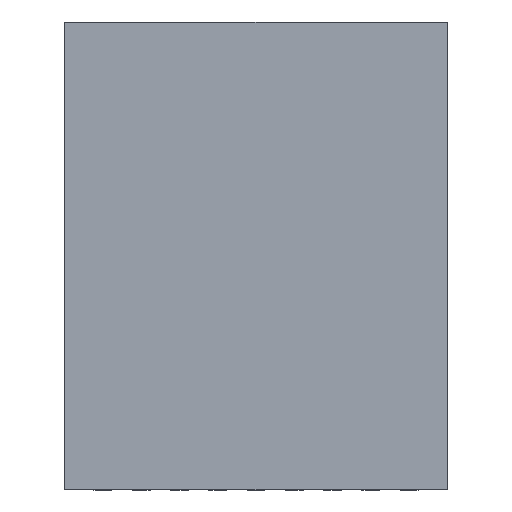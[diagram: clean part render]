
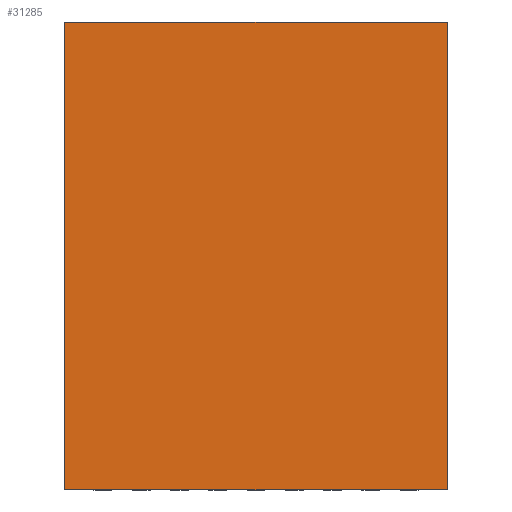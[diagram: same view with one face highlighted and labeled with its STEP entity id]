
A CAD part, top view. The second image highlights one B-rep face of the part: STEP entity #31285.
In plain terms, the highlighted face is planar.
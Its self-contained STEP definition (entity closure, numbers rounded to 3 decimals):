
#24648=DIRECTION('',(1.,0.,0.));
#24649=VECTOR('',#24648,9.);
#24650=CARTESIAN_POINT('',(-4.5,2.875,5.5));
#24651=LINE('',#24650,#24649);
#24655=DIRECTION('',(0.,0.,1.));
#24656=VECTOR('',#24655,11.);
#24657=CARTESIAN_POINT('',(-4.5,2.875,-5.5));
#24658=LINE('',#24657,#24656);
#24662=DIRECTION('',(-1.,0.,0.));
#24663=VECTOR('',#24662,9.);
#24664=CARTESIAN_POINT('',(4.5,2.875,-5.5));
#24665=LINE('',#24664,#24663);
#24669=DIRECTION('',(0.,0.,-1.));
#24670=VECTOR('',#24669,11.);
#24671=CARTESIAN_POINT('',(4.5,2.875,5.5));
#24672=LINE('',#24671,#24670);
#27238=CARTESIAN_POINT('',(-4.5,2.875,5.5));
#27239=CARTESIAN_POINT('',(4.5,2.875,5.5));
#27240=VERTEX_POINT('',#27238);
#27241=VERTEX_POINT('',#27239);
#27242=CARTESIAN_POINT('',(4.5,2.875,-5.5));
#27243=VERTEX_POINT('',#27242);
#27244=CARTESIAN_POINT('',(-4.5,2.875,-5.5));
#27245=VERTEX_POINT('',#27244);
#31273=CARTESIAN_POINT('',(0.,2.875,0.));
#31274=DIRECTION('',(0.,1.,0.));
#31275=DIRECTION('',(1.,0.,0.));
#31276=AXIS2_PLACEMENT_3D('',#31273,#31274,#31275);
#31277=PLANE('',#31276);
#31278=ORIENTED_EDGE('',*,*,#30930,.F.);
#31279=ORIENTED_EDGE('',*,*,#31102,.F.);
#31280=ORIENTED_EDGE('',*,*,#29801,.F.);
#31282=ORIENTED_EDGE('',*,*,#31281,.F.);
#31283=EDGE_LOOP('',(#31278,#31279,#31280,#31282));
#31284=FACE_OUTER_BOUND('',#31283,.F.);
#29801=EDGE_CURVE('',#27243,#27245,#24665,.T.);
#30930=EDGE_CURVE('',#27240,#27241,#24651,.T.);
#31102=EDGE_CURVE('',#27245,#27240,#24658,.T.);
#31281=EDGE_CURVE('',#27241,#27243,#24672,.T.);
#31285=ADVANCED_FACE('',(#31284),#31277,.T.);
